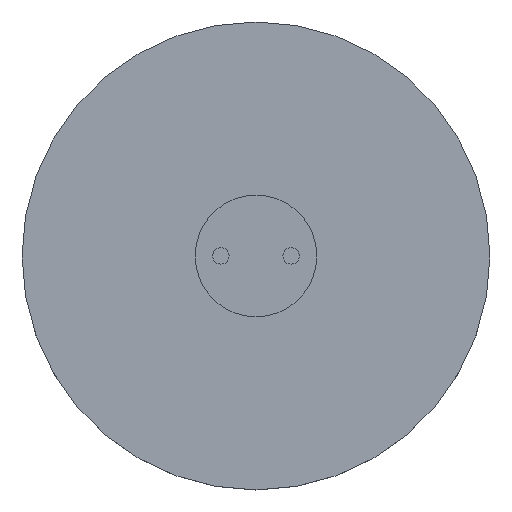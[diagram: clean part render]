
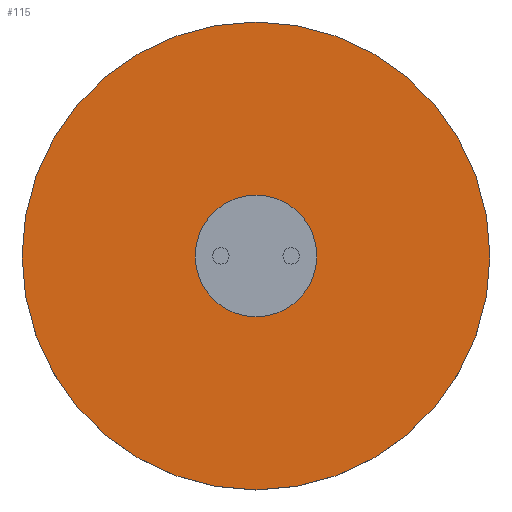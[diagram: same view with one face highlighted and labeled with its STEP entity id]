
A CAD part, top view. The second image highlights one B-rep face of the part: STEP entity #115.
In plain terms, the highlighted planar face has unit normal (0, 0, 1).
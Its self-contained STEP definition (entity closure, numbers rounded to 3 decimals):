
#17=FACE_BOUND('',#42,.T.);
#21=PLANE('',#146);
#30=FACE_OUTER_BOUND('',#41,.T.);
#41=EDGE_LOOP('',(#101));
#42=EDGE_LOOP('',(#102));
#57=CIRCLE('',#141,13.);
#58=CIRCLE('',#144,50.);
#65=VERTEX_POINT('',#206);
#66=VERTEX_POINT('',#211);
#76=EDGE_CURVE('',#65,#65,#57,.T.);
#77=EDGE_CURVE('',#66,#66,#58,.T.);
#101=ORIENTED_EDGE('',*,*,#77,.T.);
#102=ORIENTED_EDGE('',*,*,#76,.T.);
#115=ADVANCED_FACE('',(#30,#17),#21,.T.);
#141=AXIS2_PLACEMENT_3D('',#208,#173,#174);
#144=AXIS2_PLACEMENT_3D('',#212,#179,#180);
#146=AXIS2_PLACEMENT_3D('',#216,#184,#185);
#173=DIRECTION('center_axis',(0.,0.,-1.));
#174=DIRECTION('ref_axis',(-1.,0.,0.));
#179=DIRECTION('center_axis',(0.,0.,1.));
#180=DIRECTION('ref_axis',(1.,0.,0.));
#184=DIRECTION('center_axis',(0.,0.,1.));
#185=DIRECTION('ref_axis',(1.,0.,0.));
#206=CARTESIAN_POINT('',(13.,0.,10.));
#208=CARTESIAN_POINT('Origin',(0.,0.,10.));
#211=CARTESIAN_POINT('',(-50.,0.,10.));
#212=CARTESIAN_POINT('Origin',(0.,0.,10.));
#216=CARTESIAN_POINT('Origin',(0.,0.,10.));
